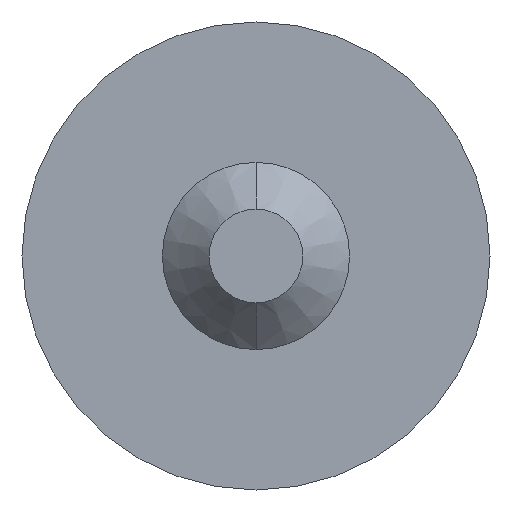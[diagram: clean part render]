
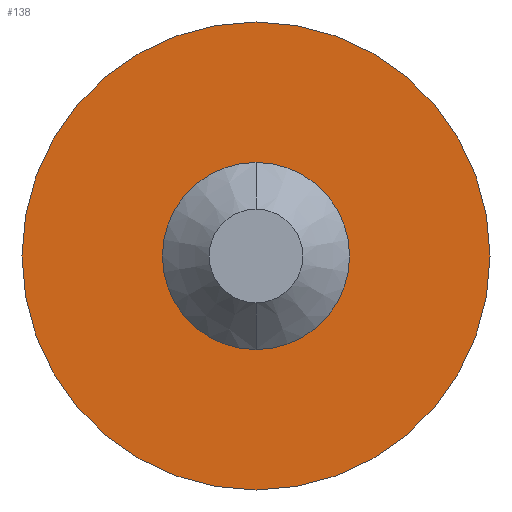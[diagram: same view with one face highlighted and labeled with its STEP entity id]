
A CAD part, front view. The second image highlights one B-rep face of the part: STEP entity #138.
In plain terms, the highlighted planar face has unit normal (0, -1, 0).
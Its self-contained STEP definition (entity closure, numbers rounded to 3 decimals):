
#4 = EDGE_CURVE ( 'NONE', #272, #157, #270, .T. ) ;
#5 = ORIENTED_EDGE ( 'NONE', *, *, #360, .F. ) ;
#35 = PLANE ( 'NONE',  #109 ) ;
#50 = AXIS2_PLACEMENT_3D ( 'NONE', #226, #55, #348 ) ;
#52 = DIRECTION ( 'NONE',  ( 0., -1., 0. ) ) ;
#55 = DIRECTION ( 'NONE',  ( 0., -1., 0. ) ) ;
#93 = CARTESIAN_POINT ( 'NONE',  ( 1., 7., 0. ) ) ;
#94 = CIRCLE ( 'NONE', #172, 1. ) ;
#108 = FACE_BOUND ( 'NONE', #289, .T. ) ;
#109 = AXIS2_PLACEMENT_3D ( 'NONE', #93, #117, #181 ) ;
#117 = DIRECTION ( 'NONE',  ( 0., -1., 0. ) ) ;
#130 = DIRECTION ( 'NONE',  ( 0., 0., -1. ) ) ;
#132 = DIRECTION ( 'NONE',  ( 0., -1., 0. ) ) ;
#133 = VERTEX_POINT ( 'NONE', #269 ) ;
#138 = ADVANCED_FACE ( 'NONE', ( #350, #108 ), #35, .T. ) ;
#157 = VERTEX_POINT ( 'NONE', #303 ) ;
#172 = AXIS2_PLACEMENT_3D ( 'NONE', #337, #132, #255 ) ;
#181 = DIRECTION ( 'NONE',  ( 0., 0., -1. ) ) ;
#186 = CARTESIAN_POINT ( 'NONE',  ( 0., 7., -1. ) ) ;
#187 = AXIS2_PLACEMENT_3D ( 'NONE', #190, #338, #283 ) ;
#190 = CARTESIAN_POINT ( 'NONE',  ( 0., 7., 0. ) ) ;
#217 = CIRCLE ( 'NONE', #187, 1. ) ;
#218 = VERTEX_POINT ( 'NONE', #186 ) ;
#226 = CARTESIAN_POINT ( 'NONE',  ( 0., 7., 0. ) ) ;
#232 = AXIS2_PLACEMENT_3D ( 'NONE', #256, #52, #130 ) ;
#240 = EDGE_LOOP ( 'NONE', ( #262, #242 ) ) ;
#242 = ORIENTED_EDGE ( 'NONE', *, *, #328, .T. ) ;
#245 = ORIENTED_EDGE ( 'NONE', *, *, #290, .F. ) ;
#255 = DIRECTION ( 'NONE',  ( 0., 0., -1. ) ) ;
#256 = CARTESIAN_POINT ( 'NONE',  ( 0., 7., 0. ) ) ;
#257 = CIRCLE ( 'NONE', #232, 2.5 ) ;
#262 = ORIENTED_EDGE ( 'NONE', *, *, #4, .T. ) ;
#269 = CARTESIAN_POINT ( 'NONE',  ( 0., 7., 1. ) ) ;
#270 = CIRCLE ( 'NONE', #50, 2.5 ) ;
#272 = VERTEX_POINT ( 'NONE', #300 ) ;
#283 = DIRECTION ( 'NONE',  ( 0., 0., -1. ) ) ;
#289 = EDGE_LOOP ( 'NONE', ( #5, #245 ) ) ;
#290 = EDGE_CURVE ( 'NONE', #133, #218, #217, .T. ) ;
#300 = CARTESIAN_POINT ( 'NONE',  ( 0., 7., -2.5 ) ) ;
#303 = CARTESIAN_POINT ( 'NONE',  ( 0., 7., 2.5 ) ) ;
#328 = EDGE_CURVE ( 'NONE', #157, #272, #257, .T. ) ;
#337 = CARTESIAN_POINT ( 'NONE',  ( 0., 7., 0. ) ) ;
#338 = DIRECTION ( 'NONE',  ( 0., -1., 0. ) ) ;
#348 = DIRECTION ( 'NONE',  ( 0., 0., -1. ) ) ;
#350 = FACE_OUTER_BOUND ( 'NONE', #240, .T. ) ;
#360 = EDGE_CURVE ( 'NONE', #218, #133, #94, .T. ) ;
